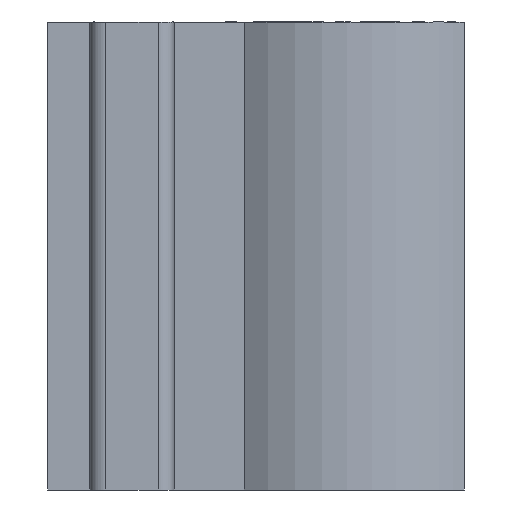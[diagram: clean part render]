
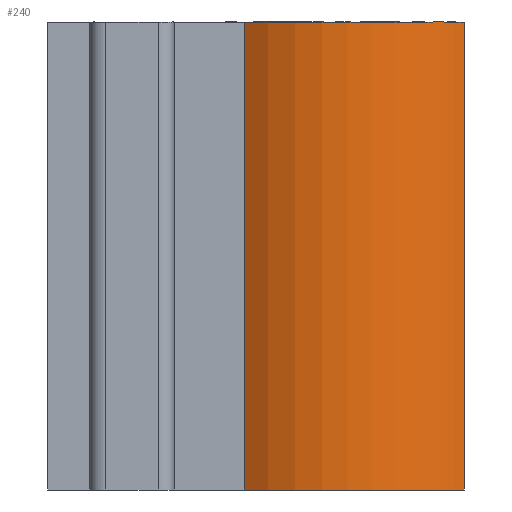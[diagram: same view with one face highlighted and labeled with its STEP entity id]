
A CAD part, left-side view. The second image highlights one B-rep face of the part: STEP entity #240.
In plain terms, the highlighted free-form (B-spline) face has degree [2, 1] with [3, 2] control points.
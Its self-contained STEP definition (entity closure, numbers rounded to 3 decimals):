
#82=(
BOUNDED_CURVE()
B_SPLINE_CURVE(1,(#1685,#1686),.UNSPECIFIED.,.F.,.F.)
B_SPLINE_CURVE_WITH_KNOTS((2,2),(0.,22.225),.UNSPECIFIED.)
CURVE()
GEOMETRIC_REPRESENTATION_ITEM()
RATIONAL_B_SPLINE_CURVE((1.,1.))
REPRESENTATION_ITEM('')
);
#84=(
BOUNDED_CURVE()
B_SPLINE_CURVE(2,(#1690,#1691,#1692),.UNSPECIFIED.,.F.,.F.)
B_SPLINE_CURVE_WITH_KNOTS((3,3),(-930.534,-913.518),
 .UNSPECIFIED.)
CURVE()
GEOMETRIC_REPRESENTATION_ITEM()
RATIONAL_B_SPLINE_CURVE((1.,0.76,1.))
REPRESENTATION_ITEM('')
);
#85=(
BOUNDED_CURVE()
B_SPLINE_CURVE(1,(#1693,#1694),.UNSPECIFIED.,.F.,.F.)
B_SPLINE_CURVE_WITH_KNOTS((2,2),(0.,22.225),.UNSPECIFIED.)
CURVE()
GEOMETRIC_REPRESENTATION_ITEM()
RATIONAL_B_SPLINE_CURVE((1.,1.))
REPRESENTATION_ITEM('')
);
#86=(
BOUNDED_CURVE()
B_SPLINE_CURVE(2,(#1695,#1696,#1697),.UNSPECIFIED.,.F.,.F.)
B_SPLINE_CURVE_WITH_KNOTS((3,3),(-930.534,-913.518),
 .UNSPECIFIED.)
CURVE()
GEOMETRIC_REPRESENTATION_ITEM()
RATIONAL_B_SPLINE_CURVE((1.,0.76,1.))
REPRESENTATION_ITEM('')
);
#179=(
BOUNDED_SURFACE()
B_SPLINE_SURFACE(2,1,((#1206,#1207),(#1208,#1209),(#1210,#1211)),
 .UNSPECIFIED.,.F.,.F.,.F.)
B_SPLINE_SURFACE_WITH_KNOTS((3,3),(2,2),(-930.534,-913.518),
(0.,22.225),.UNSPECIFIED.)
GEOMETRIC_REPRESENTATION_ITEM()
RATIONAL_B_SPLINE_SURFACE(((1.,1.),(0.76,0.76),
(1.,1.)))
REPRESENTATION_ITEM('')
SURFACE()
);
#240=ADVANCED_FACE('',(#296),#179,.T.);
#296=FACE_OUTER_BOUND('',#352,.T.);
#352=EDGE_LOOP('',(#498,#499,#500,#501));
#498=ORIENTED_EDGE('',*,*,#775,.T.);
#499=ORIENTED_EDGE('',*,*,#776,.T.);
#500=ORIENTED_EDGE('',*,*,#777,.F.);
#501=ORIENTED_EDGE('',*,*,#773,.F.);
#773=EDGE_CURVE('',#914,#915,#82,.T.);
#775=EDGE_CURVE('',#914,#916,#84,.T.);
#776=EDGE_CURVE('',#916,#917,#85,.T.);
#777=EDGE_CURVE('',#915,#917,#86,.T.);
#914=VERTEX_POINT('',#1436);
#915=VERTEX_POINT('',#1437);
#916=VERTEX_POINT('',#1438);
#917=VERTEX_POINT('',#1439);
#1206=CARTESIAN_POINT('',(1.542,10.456,0.));
#1207=CARTESIAN_POINT('',(1.542,10.456,22.225));
#1208=CARTESIAN_POINT('',(-2.512,4.877,0.));
#1209=CARTESIAN_POINT('',(-2.512,4.877,22.225));
#1210=CARTESIAN_POINT('',(2.365,0.,0.));
#1211=CARTESIAN_POINT('',(2.365,0.,22.225));
#1436=CARTESIAN_POINT('',(1.542,10.456,0.));
#1437=CARTESIAN_POINT('',(1.542,10.456,22.225));
#1438=CARTESIAN_POINT('',(2.365,0.,0.));
#1439=CARTESIAN_POINT('',(2.365,0.,22.225));
#1685=CARTESIAN_POINT('',(1.542,10.456,0.));
#1686=CARTESIAN_POINT('',(1.542,10.456,22.225));
#1690=CARTESIAN_POINT('',(1.542,10.456,0.));
#1691=CARTESIAN_POINT('',(-2.512,4.877,0.));
#1692=CARTESIAN_POINT('',(2.365,0.,0.));
#1693=CARTESIAN_POINT('',(2.365,0.,0.));
#1694=CARTESIAN_POINT('',(2.365,0.,22.225));
#1695=CARTESIAN_POINT('',(1.542,10.456,22.225));
#1696=CARTESIAN_POINT('',(-2.512,4.877,22.225));
#1697=CARTESIAN_POINT('',(2.365,0.,22.225));
